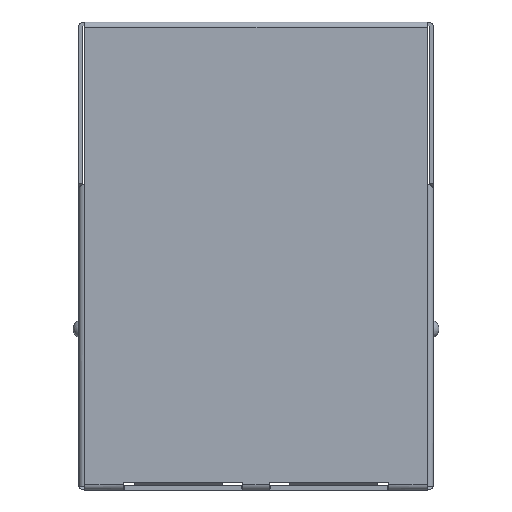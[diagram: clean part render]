
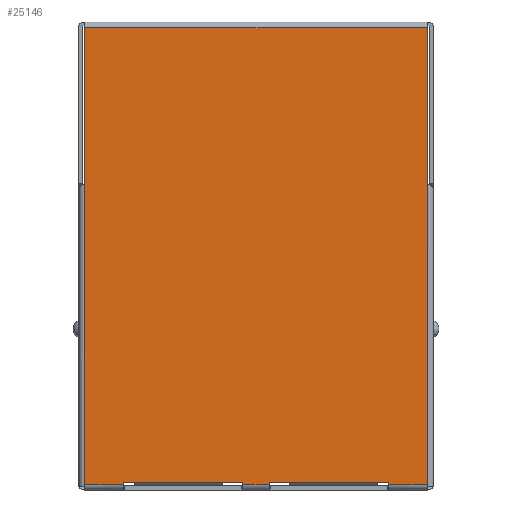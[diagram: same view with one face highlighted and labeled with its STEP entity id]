
A CAD part, front view. The second image highlights one B-rep face of the part: STEP entity #25146.
In plain terms, the highlighted planar face has unit normal (0, -1, 0).
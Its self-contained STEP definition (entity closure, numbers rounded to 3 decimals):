
#2669=DIRECTION('',(1.,0.,0.));
#2670=VECTOR('',#2669,1.2);
#2671=CARTESIAN_POINT('',(-0.6,-12.9,-20.55));
#2672=LINE('',#2671,#2670);
#2773=DIRECTION('',(1.,0.,0.));
#2774=VECTOR('',#2773,1.74);
#2775=CARTESIAN_POINT('',(5.98,-12.9,-20.55));
#2776=LINE('',#2775,#2774);
#2810=DIRECTION('',(0.,0.,-1.));
#2811=VECTOR('',#2810,0.05);
#2812=CARTESIAN_POINT('',(5.98,-12.9,-20.5));
#2813=LINE('',#2812,#2811);
#2822=CARTESIAN_POINT('',(5.93,-12.9,-20.5));
#2823=DIRECTION('',(0.,-1.,0.));
#2824=DIRECTION('',(1.,0.,0.));
#2825=AXIS2_PLACEMENT_3D('',#2822,#2823,#2824);
#2827=DIRECTION('',(-1.,0.,0.));
#2828=VECTOR('',#2827,5.28);
#2829=CARTESIAN_POINT('',(5.93,-12.9,-20.45));
#2830=LINE('',#2829,#2828);
#2831=CARTESIAN_POINT('',(0.65,-12.9,-20.5));
#2832=DIRECTION('',(0.,-1.,0.));
#2833=DIRECTION('',(0.,0.,1.));
#2834=AXIS2_PLACEMENT_3D('',#2831,#2832,#2833);
#2836=DIRECTION('',(0.,0.,-1.));
#2837=VECTOR('',#2836,0.05);
#2838=CARTESIAN_POINT('',(0.6,-12.9,-20.5));
#2839=LINE('',#2838,#2837);
#2840=CARTESIAN_POINT('',(-0.65,-12.9,-20.5));
#2841=DIRECTION('',(0.,-1.,0.));
#2842=DIRECTION('',(1.,0.,0.));
#2843=AXIS2_PLACEMENT_3D('',#2840,#2841,#2842);
#2845=CARTESIAN_POINT('',(-5.93,-12.9,-20.5));
#2846=DIRECTION('',(0.,-1.,0.));
#2847=DIRECTION('',(0.,0.,1.));
#2848=AXIS2_PLACEMENT_3D('',#2845,#2846,#2847);
#2857=DIRECTION('',(0.,0.,-1.));
#2858=VECTOR('',#2857,13.627);
#2859=CARTESIAN_POINT('',(-7.75,-12.9,-7.023));
#2860=LINE('',#2859,#2858);
#2874=DIRECTION('',(1.,0.,0.));
#2875=VECTOR('',#2874,0.03);
#2876=CARTESIAN_POINT('',(-7.75,-12.9,-7.023));
#2877=LINE('',#2876,#2875);
#2895=DIRECTION('',(1.,0.,0.));
#2896=VECTOR('',#2895,0.03);
#2897=CARTESIAN_POINT('',(-7.75,-12.9,-20.65));
#2898=LINE('',#2897,#2896);
#2903=DIRECTION('',(0.,0.,-1.));
#2904=VECTOR('',#2903,0.1);
#2905=CARTESIAN_POINT('',(-7.72,-12.9,-20.55));
#2906=LINE('',#2905,#2904);
#2916=DIRECTION('',(1.,0.,0.));
#2917=VECTOR('',#2916,1.74);
#2918=CARTESIAN_POINT('',(-7.72,-12.9,-20.55));
#2919=LINE('',#2918,#2917);
#3078=DIRECTION('',(0.,0.,-1.));
#3079=VECTOR('',#3078,0.05);
#3080=CARTESIAN_POINT('',(-5.98,-12.9,-20.5));
#3081=LINE('',#3080,#3079);
#3094=DIRECTION('',(1.,0.,0.));
#3095=VECTOR('',#3094,5.28);
#3096=CARTESIAN_POINT('',(-5.93,-12.9,-20.45));
#3097=LINE('',#3096,#3095);
#3119=DIRECTION('',(0.,0.,-1.));
#3120=VECTOR('',#3119,0.05);
#3121=CARTESIAN_POINT('',(-0.6,-12.9,-20.5));
#3122=LINE('',#3121,#3120);
#3164=DIRECTION('',(0.,0.,-1.));
#3165=VECTOR('',#3164,7.073);
#3166=CARTESIAN_POINT('',(-7.72,-12.9,0.05));
#3167=LINE('',#3166,#3165);
#3176=DIRECTION('',(-1.,0.,0.));
#3177=VECTOR('',#3176,15.44);
#3178=CARTESIAN_POINT('',(7.72,-12.9,0.05));
#3179=LINE('',#3178,#3177);
#3197=DIRECTION('',(0.,0.,-1.));
#3198=VECTOR('',#3197,7.073);
#3199=CARTESIAN_POINT('',(7.72,-12.9,0.05));
#3200=LINE('',#3199,#3198);
#4950=DIRECTION('',(1.,0.,0.));
#4951=VECTOR('',#4950,0.03);
#4952=CARTESIAN_POINT('',(7.72,-12.9,-7.023));
#4953=LINE('',#4952,#4951);
#4963=DIRECTION('',(0.,0.,1.));
#4964=VECTOR('',#4963,13.627);
#4965=CARTESIAN_POINT('',(7.75,-12.9,-20.65));
#4966=LINE('',#4965,#4964);
#5024=DIRECTION('',(1.,0.,0.));
#5025=VECTOR('',#5024,0.03);
#5026=CARTESIAN_POINT('',(7.72,-12.9,-20.65));
#5027=LINE('',#5026,#5025);
#5028=DIRECTION('',(0.,0.,-1.));
#5029=VECTOR('',#5028,0.1);
#5030=CARTESIAN_POINT('',(7.72,-12.9,-20.55));
#5031=LINE('',#5030,#5029);
#16387=CARTESIAN_POINT('',(0.6,-12.9,-20.55));
#16389=VERTEX_POINT('',#16387);
#16391=CARTESIAN_POINT('',(0.6,-12.9,-20.5));
#16392=VERTEX_POINT('',#16391);
#16399=CARTESIAN_POINT('',(-0.6,-12.9,-20.55));
#16400=VERTEX_POINT('',#16399);
#16459=CARTESIAN_POINT('',(5.98,-12.9,-20.55));
#16460=VERTEX_POINT('',#16459);
#16461=CARTESIAN_POINT('',(7.72,-12.9,-20.55));
#16462=VERTEX_POINT('',#16461);
#16511=CARTESIAN_POINT('',(0.65,-12.9,-20.45));
#16512=VERTEX_POINT('',#16511);
#16513=CARTESIAN_POINT('',(5.93,-12.9,-20.45));
#16514=VERTEX_POINT('',#16513);
#16515=CARTESIAN_POINT('',(-7.75,-12.9,-7.023));
#16516=CARTESIAN_POINT('',(-7.75,-12.9,-20.65));
#16517=VERTEX_POINT('',#16515);
#16518=VERTEX_POINT('',#16516);
#16519=CARTESIAN_POINT('',(-7.72,-12.9,-20.65));
#16520=VERTEX_POINT('',#16519);
#16521=CARTESIAN_POINT('',(-7.72,-12.9,-20.55));
#16522=VERTEX_POINT('',#16521);
#16523=CARTESIAN_POINT('',(-5.98,-12.9,-20.55));
#16524=VERTEX_POINT('',#16523);
#16525=CARTESIAN_POINT('',(-5.98,-12.9,-20.5));
#16526=VERTEX_POINT('',#16525);
#16527=CARTESIAN_POINT('',(-5.93,-12.9,-20.45));
#16528=VERTEX_POINT('',#16527);
#16529=CARTESIAN_POINT('',(-0.65,-12.9,-20.45));
#16530=VERTEX_POINT('',#16529);
#16531=CARTESIAN_POINT('',(-0.6,-12.9,-20.5));
#16532=VERTEX_POINT('',#16531);
#16533=CARTESIAN_POINT('',(5.98,-12.9,-20.5));
#16534=VERTEX_POINT('',#16533);
#16535=CARTESIAN_POINT('',(7.72,-12.9,-20.65));
#16536=VERTEX_POINT('',#16535);
#16537=CARTESIAN_POINT('',(7.75,-12.9,-20.65));
#16538=VERTEX_POINT('',#16537);
#16539=CARTESIAN_POINT('',(7.75,-12.9,-7.023));
#16540=VERTEX_POINT('',#16539);
#16541=CARTESIAN_POINT('',(7.72,-12.9,-7.023));
#16542=VERTEX_POINT('',#16541);
#16543=CARTESIAN_POINT('',(7.72,-12.9,0.05));
#16544=VERTEX_POINT('',#16543);
#16545=CARTESIAN_POINT('',(-7.72,-12.9,0.05));
#16546=VERTEX_POINT('',#16545);
#16547=CARTESIAN_POINT('',(-7.72,-12.9,-7.023));
#16548=VERTEX_POINT('',#16547);
#25098=CARTESIAN_POINT('',(0.,-12.9,-10.3));
#25099=DIRECTION('',(0.,1.,0.));
#25100=DIRECTION('',(0.,0.,-1.));
#25101=AXIS2_PLACEMENT_3D('',#25098,#25099,#25100);
#25102=PLANE('',#25101);
#25104=ORIENTED_EDGE('',*,*,#25103,.F.);
#25106=ORIENTED_EDGE('',*,*,#25105,.T.);
#25108=ORIENTED_EDGE('',*,*,#25107,.F.);
#25110=ORIENTED_EDGE('',*,*,#25109,.F.);
#25112=ORIENTED_EDGE('',*,*,#25111,.T.);
#25114=ORIENTED_EDGE('',*,*,#25113,.T.);
#25116=ORIENTED_EDGE('',*,*,#25115,.F.);
#25118=ORIENTED_EDGE('',*,*,#25117,.F.);
#25120=ORIENTED_EDGE('',*,*,#25119,.F.);
#25121=ORIENTED_EDGE('',*,*,#25022,.F.);
#25122=ORIENTED_EDGE('',*,*,#25080,.F.);
#25123=ORIENTED_EDGE('',*,*,#25091,.T.);
#25124=ORIENTED_EDGE('',*,*,#24811,.T.);
#25125=ORIENTED_EDGE('',*,*,#24828,.T.);
#25126=ORIENTED_EDGE('',*,*,#24840,.T.);
#25127=ORIENTED_EDGE('',*,*,#24858,.F.);
#25129=ORIENTED_EDGE('',*,*,#25128,.F.);
#25131=ORIENTED_EDGE('',*,*,#25130,.T.);
#25133=ORIENTED_EDGE('',*,*,#25132,.F.);
#25135=ORIENTED_EDGE('',*,*,#25134,.T.);
#25137=ORIENTED_EDGE('',*,*,#25136,.T.);
#25139=ORIENTED_EDGE('',*,*,#25138,.F.);
#25141=ORIENTED_EDGE('',*,*,#25140,.T.);
#25143=ORIENTED_EDGE('',*,*,#25142,.F.);
#25144=EDGE_LOOP('',(#25104,#25106,#25108,#25110,#25112,#25114,#25116,#25118,
#25120,#25121,#25122,#25123,#25124,#25125,#25126,#25127,#25129,#25131,#25133,
#25135,#25137,#25139,#25141,#25143));
#25145=FACE_OUTER_BOUND('',#25144,.F.);
#25146=ADVANCED_FACE('',(#25145),#25102,.F.);
#2826=CIRCLE('',#2825,0.05);
#2835=CIRCLE('',#2834,0.05);
#2844=CIRCLE('',#2843,0.05);
#2849=CIRCLE('',#2848,0.05);
#24811=EDGE_CURVE('',#16514,#16512,#2830,.T.);
#24828=EDGE_CURVE('',#16512,#16392,#2835,.T.);
#24840=EDGE_CURVE('',#16392,#16389,#2839,.T.);
#24858=EDGE_CURVE('',#16400,#16389,#2672,.T.);
#25022=EDGE_CURVE('',#16460,#16462,#2776,.T.);
#25080=EDGE_CURVE('',#16534,#16460,#2813,.T.);
#25091=EDGE_CURVE('',#16534,#16514,#2826,.T.);
#25103=EDGE_CURVE('',#16517,#16518,#2860,.T.);
#25105=EDGE_CURVE('',#16517,#16548,#2877,.T.);
#25107=EDGE_CURVE('',#16546,#16548,#3167,.T.);
#25109=EDGE_CURVE('',#16544,#16546,#3179,.T.);
#25111=EDGE_CURVE('',#16544,#16542,#3200,.T.);
#25113=EDGE_CURVE('',#16542,#16540,#4953,.T.);
#25115=EDGE_CURVE('',#16538,#16540,#4966,.T.);
#25117=EDGE_CURVE('',#16536,#16538,#5027,.T.);
#25119=EDGE_CURVE('',#16462,#16536,#5031,.T.);
#25128=EDGE_CURVE('',#16532,#16400,#3122,.T.);
#25130=EDGE_CURVE('',#16532,#16530,#2844,.T.);
#25132=EDGE_CURVE('',#16528,#16530,#3097,.T.);
#25134=EDGE_CURVE('',#16528,#16526,#2849,.T.);
#25136=EDGE_CURVE('',#16526,#16524,#3081,.T.);
#25138=EDGE_CURVE('',#16522,#16524,#2919,.T.);
#25140=EDGE_CURVE('',#16522,#16520,#2906,.T.);
#25142=EDGE_CURVE('',#16518,#16520,#2898,.T.);
